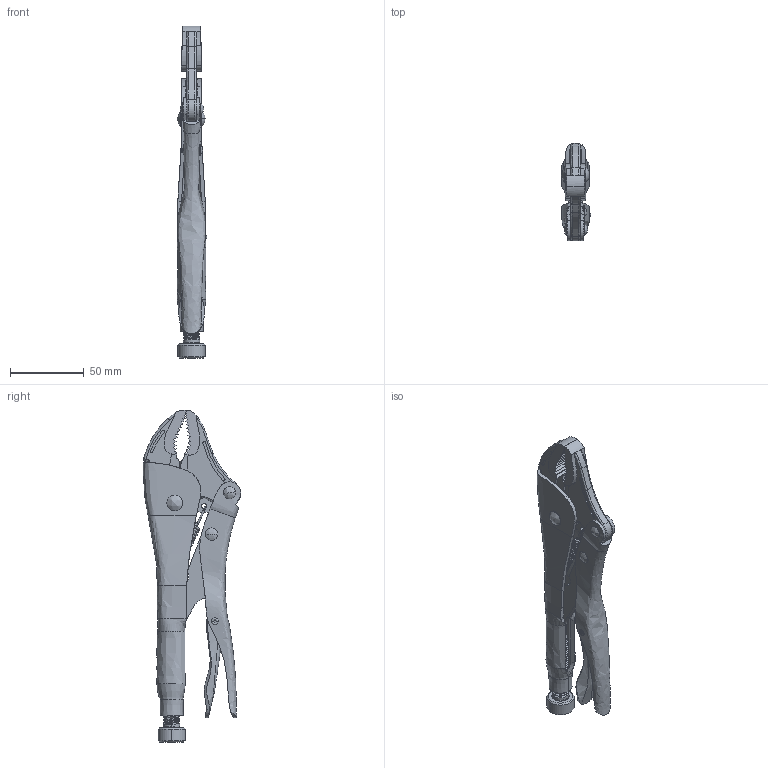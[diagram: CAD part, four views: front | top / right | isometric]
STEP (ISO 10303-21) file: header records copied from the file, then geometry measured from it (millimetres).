
FILE_DESCRIPTION (( 'STEP AP214' ), '1' );
FILE_NAME ('GH-51152(Â²¤Æ)-3.STEP', '2020-07-27T06:43:24', ( 'LinWei' ), ( '' ), 'SwSTEP 2.0', 'SolidWorks 2016', '' );
FILE_SCHEMA (( 'AUTOMOTIVE_DESIGN' ));
Length unit declared in the file: millimetre
Products named in the file (3): 310AI-上柄(實測版)-1^GH-51152(簡化)-3; Group1^GH-51152(簡化)-3; GH-51152(簡化)-3
Assembly tree (2 placements, depth 2):
  GH-51152(簡化)-3
    Group1^GH-51152(簡化)-3
    310AI-上柄(實測版)-1^GH-51152(簡化)-3
Bounding box: 20.03 x 66.11 x 224.75 mm (x, y, z)
Volume: 69081.5 mm3; surface area: 52339.7 mm2
Topology: 6 solids, 6 shells, 571 faces, 1513 edges, 969 vertices
Faces by surface type: cylinder 232, bspline 177, plane 149, cone 11, sphere 2
Entity records: 134744 total; most frequent: CARTESIAN_POINT 121898, ORIENTED_EDGE 3014, DIRECTION 2099, EDGE_CURVE 1507, VERTEX_POINT 969, AXIS2_PLACEMENT_3D 754, EDGE_LOOP 614, VECTOR 591
